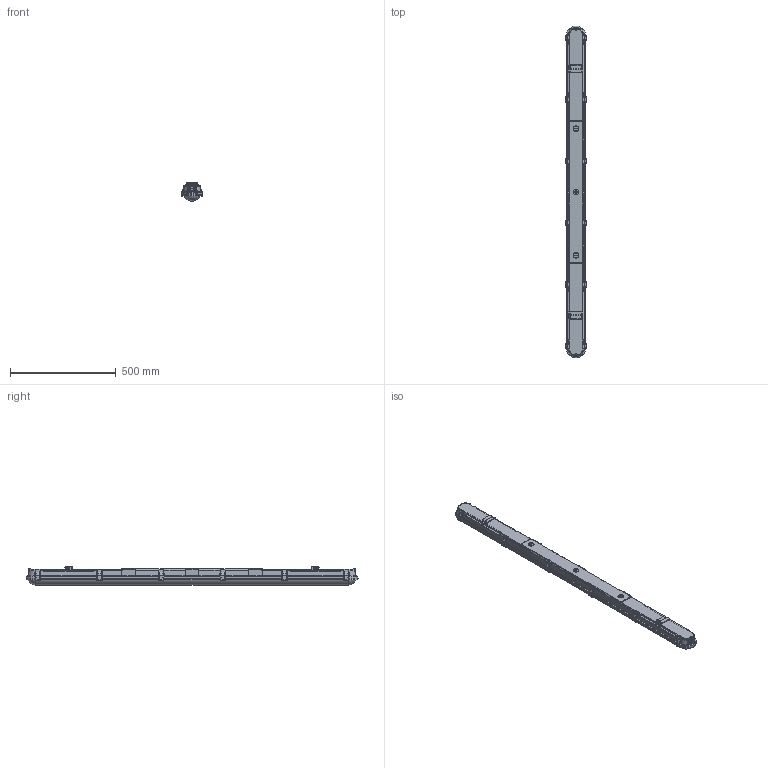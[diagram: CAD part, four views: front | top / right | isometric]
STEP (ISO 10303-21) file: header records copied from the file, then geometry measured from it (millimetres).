
FILE_DESCRIPTION (( 'STEP AP214' ), '1' );
FILE_NAME ('DP_COMBO_1500.STEP', '2025-02-06T07:31:36', ( '' ), ( '' ), 'SwSTEP 2.0', 'SolidWorks 2022', '' );
FILE_SCHEMA (( 'AUTOMOTIVE_DESIGN' ));
Length unit declared in the file: millimetre
Products named in the file (1): DP_COMBO_1500
Bounding box: 97.16 x 1570 x 85.88 mm (x, y, z)
Volume: 1006761.8 mm3; surface area: 1088271.6 mm2
Topology: 34 solids, 34 shells, 4735 faces, 12349 edges, 7698 vertices
Faces by surface type: cylinder 1671, bspline 1578, plane 1352, cone 59, torus 41, sphere 34
Full cylindrical faces by diameter (mm): 3 x12, 3.1 x12, 3.235 x12, 4.5 x2, 20 x5, 22.7 x2, 25.3 x2, 27 x5, 27.5 x3
Entity records: 231739 total; most frequent: CARTESIAN_POINT 77749, ORIENTED_EDGE 24414, DIRECTION 16980, EDGE_CURVE 12207, VERTEX_POINT 7657, AXIS2_PLACEMENT_3D 6055, EDGE_LOOP 4922, VECTOR 4870
